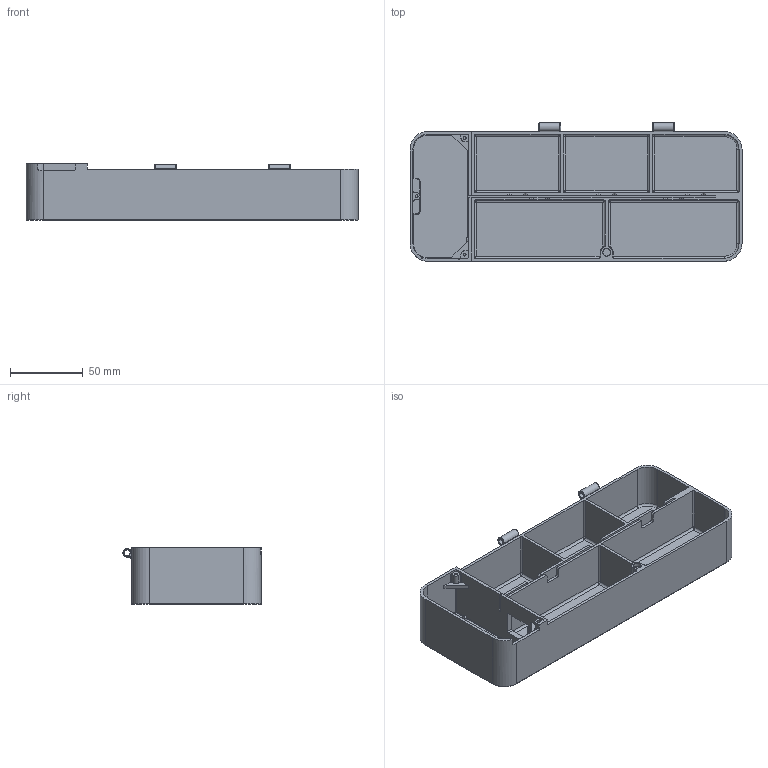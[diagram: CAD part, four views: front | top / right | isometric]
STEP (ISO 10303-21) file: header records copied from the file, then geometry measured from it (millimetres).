
FILE_DESCRIPTION (( 'STEP AP214' ), '1' );
FILE_NAME ('Main.STEP', '2024-04-02T00:24:24', ( '' ), ( '' ), 'SwSTEP 2.0', 'SolidWorks 2023', '' );
FILE_SCHEMA (( 'AUTOMOTIVE_DESIGN' ));
Length unit declared in the file: millimetre
Products named in the file (1): Main
Bounding box: 228 x 95 x 39 mm (x, y, z)
Volume: 147896.2 mm3; surface area: 109355.8 mm2
Topology: 1 solids, 1 shells, 331 faces, 864 edges, 516 vertices
Faces by surface type: cylinder 159, plane 112, torus 34, bspline 22, sphere 4
Entity records: 10748 total; most frequent: CARTESIAN_POINT 2727, DIRECTION 1731, ORIENTED_EDGE 1680, EDGE_CURVE 840, AXIS2_PLACEMENT_3D 632, VERTEX_POINT 516, VECTOR 467, LINE 467
